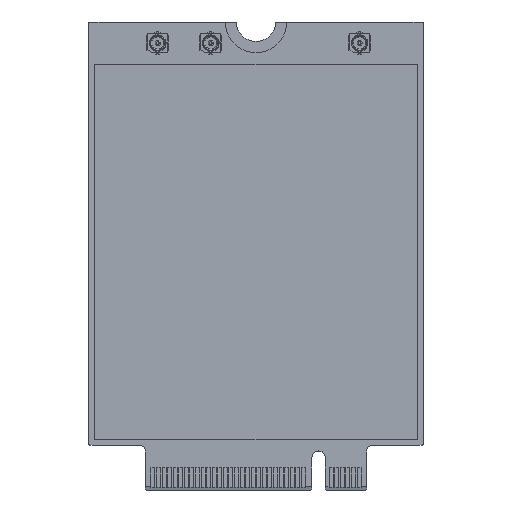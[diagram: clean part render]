
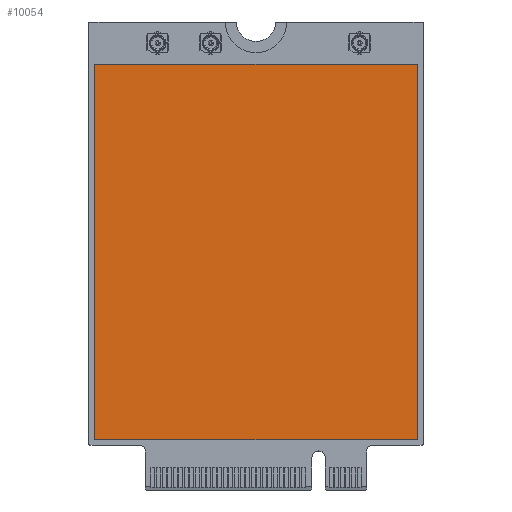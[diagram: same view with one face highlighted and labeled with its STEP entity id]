
A CAD part, top view. The second image highlights one B-rep face of the part: STEP entity #10054.
In plain terms, the highlighted planar face has unit normal (0, 0, 1).
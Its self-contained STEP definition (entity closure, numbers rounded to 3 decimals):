
#123 = CARTESIAN_POINT ( 'NONE',  ( -14.4, -16.4, 2.3 ) ) ;
#372 = VERTEX_POINT ( 'NONE', #15273 ) ;
#780 = VERTEX_POINT ( 'NONE', #23017 ) ;
#900 = CARTESIAN_POINT ( 'NONE',  ( -14.5, 17.1, 2.3 ) ) ;
#1342 = EDGE_CURVE ( 'NONE', #3625, #780, #19180, .T. ) ;
#3444 = CARTESIAN_POINT ( 'NONE',  ( -14.4, -16.5, 2.3 ) ) ;
#3625 = VERTEX_POINT ( 'NONE', #11846 ) ;
#3720 = DIRECTION ( 'NONE',  ( 1., 0., 0. ) ) ;
#4211 = CARTESIAN_POINT ( 'NONE',  ( -14.4, 17.2, 2.3 ) ) ;
#4747 = EDGE_CURVE ( 'NONE', #7672, #372, #13584, .T. ) ;
#4761 = CARTESIAN_POINT ( 'NONE',  ( 14.5, 17.1, 2.3 ) ) ;
#5596 = ORIENTED_EDGE ( 'NONE', *, *, #1342, .T. ) ;
#6316 = CARTESIAN_POINT ( 'NONE',  ( 14.4, 17.2, 2.3 ) ) ;
#7030 = VERTEX_POINT ( 'NONE', #6316 ) ;
#7292 = VECTOR ( 'NONE', #8863, 1000. ) ;
#7672 = VERTEX_POINT ( 'NONE', #900 ) ;
#7675 = CARTESIAN_POINT ( 'NONE',  ( 14.5, 17.1, 2.3 ) ) ;
#7786 = EDGE_CURVE ( 'NONE', #15540, #3625, #9518, .T. ) ;
#8074 = CARTESIAN_POINT ( 'NONE',  ( -14.5, 17.1, 2.3 ) ) ;
#8368 = EDGE_CURVE ( 'NONE', #372, #15540, #25038, .T. ) ;
#8615 = ORIENTED_EDGE ( 'NONE', *, *, #12476, .T. ) ;
#8863 = DIRECTION ( 'NONE',  ( -1., 0., 0. ) ) ;
#9396 = CARTESIAN_POINT ( 'NONE',  ( -14.4, -16.5, 2.3 ) ) ;
#9518 = LINE ( 'NONE', #9396, #20069 ) ;
#9703 = LINE ( 'NONE', #7675, #25244 ) ;
#9813 = CARTESIAN_POINT ( 'NONE',  ( 14.4, 17.1, 2.3 ) ) ;
#9856 = CARTESIAN_POINT ( 'NONE',  ( -14.4, 17.1, 2.3 ) ) ;
#9980 = DIRECTION ( 'NONE',  ( 1., 0., 0. ) ) ;
#10054 = ADVANCED_FACE ( 'NONE', ( #23719 ), #10435, .T. ) ;
#10167 = ORIENTED_EDGE ( 'NONE', *, *, #12112, .T. ) ;
#10317 = AXIS2_PLACEMENT_3D ( 'NONE', #123, #12159, #9980 ) ;
#10385 = AXIS2_PLACEMENT_3D ( 'NONE', #20350, #14122, #18466 ) ;
#10435 = PLANE ( 'NONE',  #10385 ) ;
#11664 = DIRECTION ( 'NONE',  ( 0., -1., 0. ) ) ;
#11846 = CARTESIAN_POINT ( 'NONE',  ( 14.4, -16.5, 2.3 ) ) ;
#11984 = DIRECTION ( 'NONE',  ( 0., 0., 1. ) ) ;
#11999 = AXIS2_PLACEMENT_3D ( 'NONE', #9856, #17666, #23439 ) ;
#12112 = EDGE_CURVE ( 'NONE', #7030, #20767, #12686, .T. ) ;
#12159 = DIRECTION ( 'NONE',  ( 0., 0., 1. ) ) ;
#12193 = EDGE_LOOP ( 'NONE', ( #5596, #22924, #8615, #10167, #17042, #23401, #13182, #18004 ) ) ;
#12476 = EDGE_CURVE ( 'NONE', #20284, #7030, #17203, .T. ) ;
#12686 = LINE ( 'NONE', #18331, #7292 ) ;
#13182 = ORIENTED_EDGE ( 'NONE', *, *, #8368, .T. ) ;
#13584 = LINE ( 'NONE', #8074, #15770 ) ;
#14122 = DIRECTION ( 'NONE',  ( 0., 0., 1. ) ) ;
#15273 = CARTESIAN_POINT ( 'NONE',  ( -14.5, -16.4, 2.3 ) ) ;
#15540 = VERTEX_POINT ( 'NONE', #3444 ) ;
#15770 = VECTOR ( 'NONE', #11664, 1000. ) ;
#17042 = ORIENTED_EDGE ( 'NONE', *, *, #23249, .T. ) ;
#17203 = CIRCLE ( 'NONE', #21302, 0.1 ) ;
#17624 = DIRECTION ( 'NONE',  ( -1., 0., 0. ) ) ;
#17666 = DIRECTION ( 'NONE',  ( 0., 0., 1. ) ) ;
#18004 = ORIENTED_EDGE ( 'NONE', *, *, #7786, .T. ) ;
#18331 = CARTESIAN_POINT ( 'NONE',  ( -14.4, 17.2, 2.3 ) ) ;
#18466 = DIRECTION ( 'NONE',  ( 1., 0., 0. ) ) ;
#18902 = DIRECTION ( 'NONE',  ( 0., 0., 1. ) ) ;
#19180 = CIRCLE ( 'NONE', #20399, 0.1 ) ;
#19775 = EDGE_CURVE ( 'NONE', #780, #20284, #9703, .T. ) ;
#20069 = VECTOR ( 'NONE', #3720, 1000. ) ;
#20284 = VERTEX_POINT ( 'NONE', #4761 ) ;
#20350 = CARTESIAN_POINT ( 'NONE',  ( 14.4, -16.4, 2.3 ) ) ;
#20399 = AXIS2_PLACEMENT_3D ( 'NONE', #22509, #18902, #20424 ) ;
#20424 = DIRECTION ( 'NONE',  ( 1., 0., 0. ) ) ;
#20767 = VERTEX_POINT ( 'NONE', #4211 ) ;
#21302 = AXIS2_PLACEMENT_3D ( 'NONE', #9813, #11984, #17624 ) ;
#21410 = CIRCLE ( 'NONE', #11999, 0.1 ) ;
#22509 = CARTESIAN_POINT ( 'NONE',  ( 14.4, -16.4, 2.3 ) ) ;
#22924 = ORIENTED_EDGE ( 'NONE', *, *, #19775, .T. ) ;
#23017 = CARTESIAN_POINT ( 'NONE',  ( 14.5, -16.4, 2.3 ) ) ;
#23249 = EDGE_CURVE ( 'NONE', #20767, #7672, #21410, .T. ) ;
#23396 = DIRECTION ( 'NONE',  ( 0., 1., 0. ) ) ;
#23401 = ORIENTED_EDGE ( 'NONE', *, *, #4747, .T. ) ;
#23439 = DIRECTION ( 'NONE',  ( 1., 0., 0. ) ) ;
#23719 = FACE_OUTER_BOUND ( 'NONE', #12193, .T. ) ;
#25038 = CIRCLE ( 'NONE', #10317, 0.1 ) ;
#25244 = VECTOR ( 'NONE', #23396, 1000. ) ;
